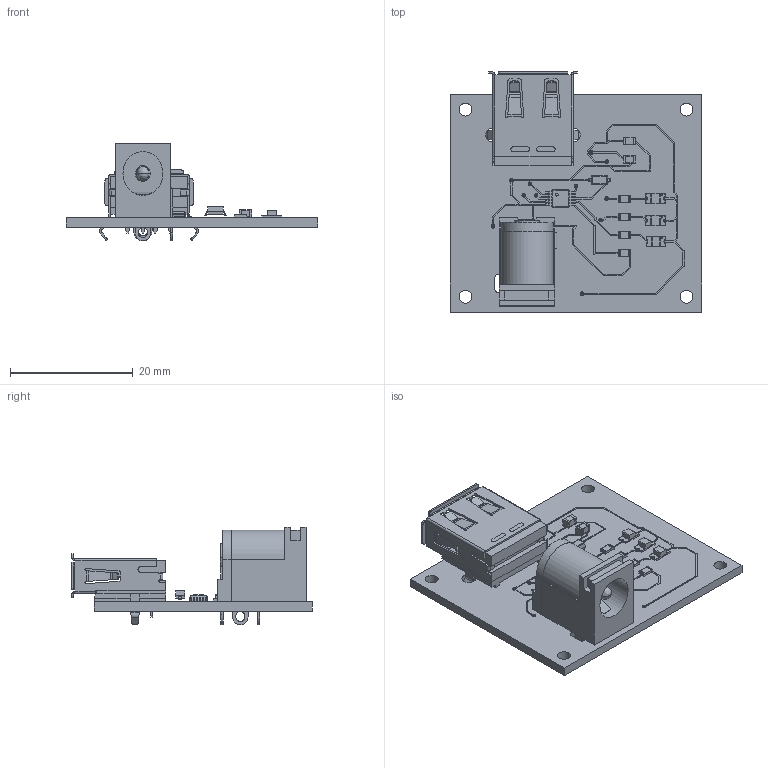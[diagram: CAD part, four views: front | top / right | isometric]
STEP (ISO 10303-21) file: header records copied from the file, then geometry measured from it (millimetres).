
FILE_DESCRIPTION(('KiCad electronic assembly'),'2;1');
FILE_NAME('ProjetoI.step','2025-09-11T17:18:17',('Pcbnew'),('Kicad'), 'Open CASCADE STEP processor 7.9','KiCad to STEP converter','Unknown' );
FILE_SCHEMA(('AUTOMOTIVE_DESIGN { 1 0 10303 214 1 1 1 1 }'));
Length unit declared in the file: millimetre
Products named in the file (12): ProjetoI 1; PJ-002A; USB_A_Molex_67643_Horizontal; 1N5819HW; MSOP-10_3x3mm_P0.5mm; LTST-C150GKT; R_0805_2012Metric; C_0805_2012Metric; ProjetoI_copper; ProjetoI_via; ProjetoI_PCB
Assembly tree (17 placements, depth 3):
  ProjetoI 1
    PJ-002A
      PJ-002A
    USB_A_Molex_67643_Horizontal
    1N5819HW
    MSOP-10_3x3mm_P0.5mm
    LTST-C150GKT  x3
    R_0805_2012Metric  x4
    C_0805_2012Metric  x2
    ProjetoI_copper
    ProjetoI_via
    ProjetoI_PCB
Bounding box: 41 x 39.13 x 15.95 mm (x, y, z)
Volume: 4058.1 mm3; surface area: 6851.1 mm2
Topology: 78 solids, 78 shells, 1854 faces, 4659 edges, 2972 vertices
Faces by surface type: plane 1249, cylinder 361, bspline 244
Full cylindrical faces by diameter (mm): 0.25 x11, 0.275 x22, 0.3 x11, 0.95 x4, 2.1 x4, 2.3 x2
Entity records: 54776 total; most frequent: CARTESIAN_POINT 13082, ORIENTED_EDGE 7778, DIRECTION 6265, EDGE_CURVE 3889, LINE 2483, VECTOR 2483, VERTEX_POINT 2464, AXIS2_PLACEMENT_3D 1891
